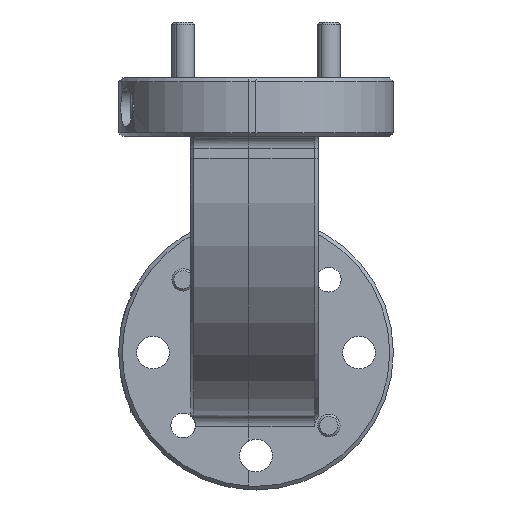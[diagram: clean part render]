
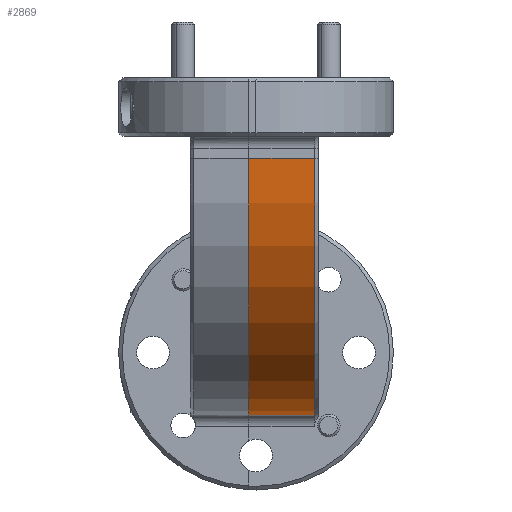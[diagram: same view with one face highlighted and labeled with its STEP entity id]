
A CAD part, left-side view. The second image highlights one B-rep face of the part: STEP entity #2869.
In plain terms, the highlighted cylindrical face has radius 17.78 mm (diameter 35.56 mm), a partial arc.
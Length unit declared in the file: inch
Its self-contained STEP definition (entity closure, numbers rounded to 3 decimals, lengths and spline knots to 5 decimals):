
#1429 = AXIS2_PLACEMENT_3D ( 'NONE', #5388, #11609, #19233 ) ;
#2035 = DIRECTION ( 'NONE',  ( -1., 0., 0. ) ) ;
#2682 = CARTESIAN_POINT ( 'NONE',  ( -0.92, -0.4, 0.53 ) ) ;
#2860 = VECTOR ( 'NONE', #8905, 39.37008 ) ;
#2869 = ADVANCED_FACE ( 'NONE', ( #11513 ), #19332, .T. ) ;
#3777 = CARTESIAN_POINT ( 'NONE',  ( -0.22, 0., 0.53 ) ) ;
#3937 = ORIENTED_EDGE ( 'NONE', *, *, #19043, .T. ) ;
#4377 = CARTESIAN_POINT ( 'NONE',  ( -0.22, 0., -0.17 ) ) ;
#5310 = EDGE_CURVE ( 'NONE', #5577, #7658, #11753, .T. ) ;
#5388 = CARTESIAN_POINT ( 'NONE',  ( -0.22, -0.4, 0.53 ) ) ;
#5577 = VERTEX_POINT ( 'NONE', #18119 ) ;
#6641 = DIRECTION ( 'NONE',  ( 0., 1., 0. ) ) ;
#7088 = EDGE_CURVE ( 'NONE', #7365, #5577, #18500, .T. ) ;
#7245 = EDGE_CURVE ( 'NONE', #17931, #7365, #19724, .T. ) ;
#7365 = VERTEX_POINT ( 'NONE', #4377 ) ;
#7658 = VERTEX_POINT ( 'NONE', #9219 ) ;
#8140 = VECTOR ( 'NONE', #10483, 39.37008 ) ;
#8200 = CIRCLE ( 'NONE', #12074, 0.7 ) ;
#8905 = DIRECTION ( 'NONE',  ( 0., -1., 0. ) ) ;
#9115 = ORIENTED_EDGE ( 'NONE', *, *, #5310, .F. ) ;
#9219 = CARTESIAN_POINT ( 'NONE',  ( -0.92, -0.18, 0.53 ) ) ;
#9444 = EDGE_LOOP ( 'NONE', ( #13702, #3937, #9115, #12149 ) ) ;
#9884 = DIRECTION ( 'NONE',  ( 0., 1., 0. ) ) ;
#10483 = DIRECTION ( 'NONE',  ( 0., 1., 0. ) ) ;
#11513 = FACE_OUTER_BOUND ( 'NONE', #9444, .T. ) ;
#11609 = DIRECTION ( 'NONE',  ( 0., 1., 0. ) ) ;
#11753 = LINE ( 'NONE', #2682, #2860 ) ;
#12074 = AXIS2_PLACEMENT_3D ( 'NONE', #15675, #6641, #12853 ) ;
#12149 = ORIENTED_EDGE ( 'NONE', *, *, #7088, .F. ) ;
#12333 = AXIS2_PLACEMENT_3D ( 'NONE', #3777, #9884, #2035 ) ;
#12853 = DIRECTION ( 'NONE',  ( -1., 0., 0. ) ) ;
#13702 = ORIENTED_EDGE ( 'NONE', *, *, #7245, .F. ) ;
#15675 = CARTESIAN_POINT ( 'NONE',  ( -0.22, -0.18, 0.53 ) ) ;
#16645 = CARTESIAN_POINT ( 'NONE',  ( -0.22, -0.4, -0.17 ) ) ;
#17931 = VERTEX_POINT ( 'NONE', #18184 ) ;
#18119 = CARTESIAN_POINT ( 'NONE',  ( -0.92, 0., 0.53 ) ) ;
#18184 = CARTESIAN_POINT ( 'NONE',  ( -0.22, -0.18, -0.17 ) ) ;
#18500 = CIRCLE ( 'NONE', #12333, 0.7 ) ;
#19043 = EDGE_CURVE ( 'NONE', #17931, #7658, #8200, .T. ) ;
#19233 = DIRECTION ( 'NONE',  ( -1., 0., 0. ) ) ;
#19332 = CYLINDRICAL_SURFACE ( 'NONE', #1429, 0.7 ) ;
#19724 = LINE ( 'NONE', #16645, #8140 ) ;
